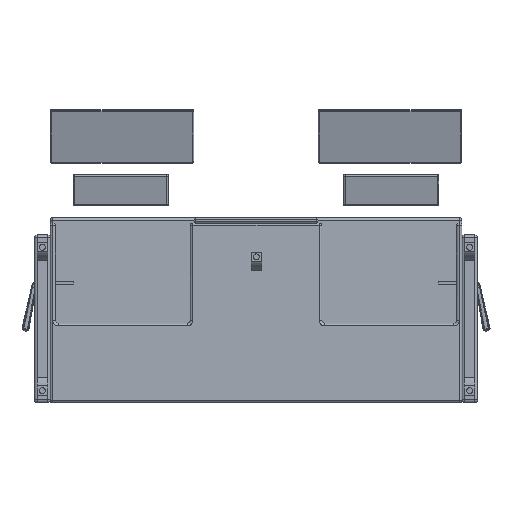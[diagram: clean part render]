
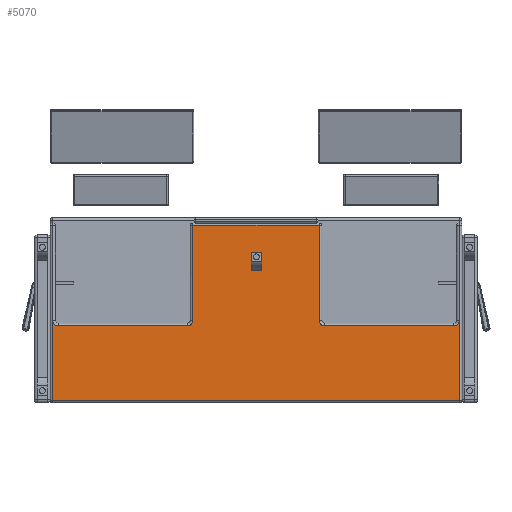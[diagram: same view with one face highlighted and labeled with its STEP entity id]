
A CAD part, front view. The second image highlights one B-rep face of the part: STEP entity #5070.
In plain terms, the highlighted planar face has unit normal (0, -1, 0).
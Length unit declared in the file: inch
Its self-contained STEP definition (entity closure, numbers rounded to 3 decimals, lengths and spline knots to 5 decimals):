
#341=PLANE('',#5703);
#427=LINE('',#8242,#778);
#429=LINE('',#8341,#780);
#430=LINE('',#8345,#781);
#431=LINE('',#8349,#782);
#432=LINE('',#8351,#783);
#433=LINE('',#8353,#784);
#434=LINE('',#8355,#785);
#435=LINE('',#8357,#786);
#436=LINE('',#8359,#787);
#437=LINE('',#8361,#788);
#438=LINE('',#8365,#789);
#439=LINE('',#8368,#790);
#778=VECTOR('',#6405,0.3937);
#780=VECTOR('',#6415,0.3937);
#781=VECTOR('',#6418,0.3937);
#782=VECTOR('',#6421,0.3937);
#783=VECTOR('',#6422,0.3937);
#784=VECTOR('',#6423,0.3937);
#785=VECTOR('',#6424,0.3937);
#786=VECTOR('',#6425,0.3937);
#787=VECTOR('',#6426,0.3937);
#788=VECTOR('',#6427,0.3937);
#789=VECTOR('',#6430,0.3937);
#790=VECTOR('',#6433,0.3937);
#1276=FACE_OUTER_BOUND('',#1646,.T.);
#1646=EDGE_LOOP('',(#3547,#3548,#3549,#3550,#3551,#3552,#3553,#3554,#3555,
#3556,#3557,#3558,#3559,#3560,#3561,#3562));
#2060=CIRCLE('',#5704,1.);
#2061=CIRCLE('',#5705,1.);
#2062=CIRCLE('',#5706,1.);
#2063=CIRCLE('',#5707,1.);
#2376=VERTEX_POINT('',#8234);
#2379=VERTEX_POINT('',#8241);
#2382=VERTEX_POINT('',#8340);
#2383=VERTEX_POINT('',#8342);
#2384=VERTEX_POINT('',#8344);
#2385=VERTEX_POINT('',#8346);
#2386=VERTEX_POINT('',#8348);
#2387=VERTEX_POINT('',#8350);
#2388=VERTEX_POINT('',#8352);
#2389=VERTEX_POINT('',#8354);
#2390=VERTEX_POINT('',#8356);
#2391=VERTEX_POINT('',#8358);
#2392=VERTEX_POINT('',#8360);
#2393=VERTEX_POINT('',#8362);
#2394=VERTEX_POINT('',#8364);
#2395=VERTEX_POINT('',#8366);
#2791=EDGE_CURVE('',#2376,#2379,#427,.T.);
#2796=EDGE_CURVE('',#2382,#2376,#429,.T.);
#2797=EDGE_CURVE('',#2383,#2382,#2060,.T.);
#2798=EDGE_CURVE('',#2384,#2383,#430,.T.);
#2799=EDGE_CURVE('',#2385,#2384,#2061,.T.);
#2800=EDGE_CURVE('',#2386,#2385,#431,.T.);
#2801=EDGE_CURVE('',#2387,#2386,#432,.T.);
#2802=EDGE_CURVE('',#2388,#2387,#433,.T.);
#2803=EDGE_CURVE('',#2389,#2388,#434,.T.);
#2804=EDGE_CURVE('',#2390,#2389,#435,.T.);
#2805=EDGE_CURVE('',#2391,#2390,#436,.T.);
#2806=EDGE_CURVE('',#2392,#2391,#437,.T.);
#2807=EDGE_CURVE('',#2393,#2392,#2062,.T.);
#2808=EDGE_CURVE('',#2394,#2393,#438,.T.);
#2809=EDGE_CURVE('',#2395,#2394,#2063,.T.);
#2810=EDGE_CURVE('',#2379,#2395,#439,.T.);
#3547=ORIENTED_EDGE('',*,*,#2791,.F.);
#3548=ORIENTED_EDGE('',*,*,#2796,.F.);
#3549=ORIENTED_EDGE('',*,*,#2797,.F.);
#3550=ORIENTED_EDGE('',*,*,#2798,.F.);
#3551=ORIENTED_EDGE('',*,*,#2799,.F.);
#3552=ORIENTED_EDGE('',*,*,#2800,.F.);
#3553=ORIENTED_EDGE('',*,*,#2801,.F.);
#3554=ORIENTED_EDGE('',*,*,#2802,.F.);
#3555=ORIENTED_EDGE('',*,*,#2803,.F.);
#3556=ORIENTED_EDGE('',*,*,#2804,.F.);
#3557=ORIENTED_EDGE('',*,*,#2805,.F.);
#3558=ORIENTED_EDGE('',*,*,#2806,.F.);
#3559=ORIENTED_EDGE('',*,*,#2807,.F.);
#3560=ORIENTED_EDGE('',*,*,#2808,.F.);
#3561=ORIENTED_EDGE('',*,*,#2809,.F.);
#3562=ORIENTED_EDGE('',*,*,#2810,.F.);
#5070=ADVANCED_FACE('',(#1276),#341,.T.);
#5703=AXIS2_PLACEMENT_3D('',#8339,#6413,#6414);
#5704=AXIS2_PLACEMENT_3D('',#8343,#6416,#6417);
#5705=AXIS2_PLACEMENT_3D('',#8347,#6419,#6420);
#5706=AXIS2_PLACEMENT_3D('',#8363,#6428,#6429);
#5707=AXIS2_PLACEMENT_3D('',#8367,#6431,#6432);
#6405=DIRECTION('',(0.,0.,1.));
#6413=DIRECTION('center_axis',(0.,-1.,0.));
#6414=DIRECTION('ref_axis',(1.,0.,0.));
#6415=DIRECTION('',(-1.,0.,0.));
#6416=DIRECTION('center_axis',(0.,-1.,0.));
#6417=DIRECTION('ref_axis',(0.707,0.,0.707));
#6418=DIRECTION('',(0.,0.,1.));
#6419=DIRECTION('center_axis',(0.,-1.,0.));
#6420=DIRECTION('ref_axis',(0.707,0.,-0.707));
#6421=DIRECTION('',(1.,0.,0.));
#6422=DIRECTION('',(0.,0.,1.));
#6423=DIRECTION('',(-1.,0.,0.));
#6424=DIRECTION('',(0.,0.,-1.));
#6425=DIRECTION('',(1.,0.,0.));
#6426=DIRECTION('',(0.,0.,1.));
#6427=DIRECTION('',(-1.,0.,0.));
#6428=DIRECTION('center_axis',(0.,-1.,0.));
#6429=DIRECTION('ref_axis',(0.707,0.,0.707));
#6430=DIRECTION('',(0.,0.,1.));
#6431=DIRECTION('center_axis',(0.,-1.,0.));
#6432=DIRECTION('ref_axis',(0.707,0.,-0.707));
#6433=DIRECTION('',(1.,0.,0.));
#8234=CARTESIAN_POINT('',(-17.50647,-13.24283,-12.));
#8241=CARTESIAN_POINT('',(-17.50647,-13.24283,12.));
#8242=CARTESIAN_POINT('',(-17.50647,-13.24283,0.));
#8339=CARTESIAN_POINT('Origin',(-18.63147,-13.24283,0.));
#8340=CARTESIAN_POINT('',(0.61853,-13.24283,-12.));
#8341=CARTESIAN_POINT('',(-18.75647,-13.24283,-12.));
#8342=CARTESIAN_POINT('',(1.61853,-13.24283,-13.));
#8343=CARTESIAN_POINT('Origin',(0.61853,-13.24283,-13.));
#8344=CARTESIAN_POINT('',(1.61853,-13.24283,-37.5));
#8345=CARTESIAN_POINT('',(1.61853,-13.24283,12.625));
#8346=CARTESIAN_POINT('',(0.61853,-13.24283,-38.5));
#8347=CARTESIAN_POINT('Origin',(0.61853,-13.24283,-37.5));
#8348=CARTESIAN_POINT('',(-17.50647,-13.24283,-38.5));
#8349=CARTESIAN_POINT('',(-18.75647,-13.24283,-38.5));
#8350=CARTESIAN_POINT('',(-17.50647,-13.24283,-38.625));
#8351=CARTESIAN_POINT('',(-17.50647,-13.24283,0.));
#8352=CARTESIAN_POINT('',(15.74353,-13.24283,-38.625));
#8353=CARTESIAN_POINT('',(-7.94485,-13.24283,-38.625));
#8354=CARTESIAN_POINT('',(15.74353,-13.24283,38.625));
#8355=CARTESIAN_POINT('',(15.74353,-13.24283,0.));
#8356=CARTESIAN_POINT('',(-17.50647,-13.24283,38.625));
#8357=CARTESIAN_POINT('',(-7.94485,-13.24283,38.625));
#8358=CARTESIAN_POINT('',(-17.50647,-13.24283,38.5));
#8359=CARTESIAN_POINT('',(-17.50647,-13.24283,0.));
#8360=CARTESIAN_POINT('',(0.61853,-13.24283,38.5));
#8361=CARTESIAN_POINT('',(-18.75647,-13.24283,38.5));
#8362=CARTESIAN_POINT('',(1.61853,-13.24283,37.5));
#8363=CARTESIAN_POINT('Origin',(0.61853,-13.24283,37.5));
#8364=CARTESIAN_POINT('',(1.61853,-13.24283,13.));
#8365=CARTESIAN_POINT('',(1.61853,-13.24283,12.625));
#8366=CARTESIAN_POINT('',(0.61853,-13.24283,12.));
#8367=CARTESIAN_POINT('Origin',(0.61853,-13.24283,13.));
#8368=CARTESIAN_POINT('',(-18.75647,-13.24283,12.));
